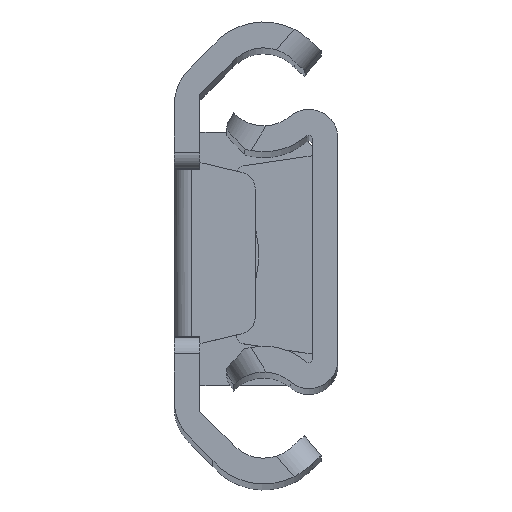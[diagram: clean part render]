
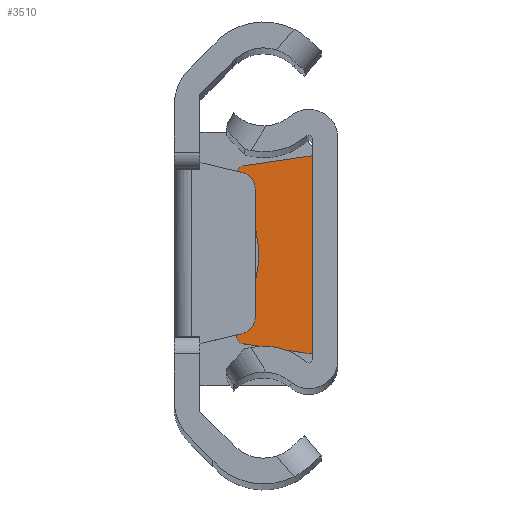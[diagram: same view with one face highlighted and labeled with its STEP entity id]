
A CAD part, top view. The second image highlights one B-rep face of the part: STEP entity #3510.
In plain terms, the highlighted planar face has unit normal (0, 0, 1).
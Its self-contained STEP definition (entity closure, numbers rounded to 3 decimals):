
#7 = LINE ( 'NONE', #1453, #1467 ) ;
#65 = DIRECTION ( 'NONE',  ( 0., 0., -1. ) ) ;
#117 = ORIENTED_EDGE ( 'NONE', *, *, #2621, .F. ) ;
#142 = VERTEX_POINT ( 'NONE', #1323 ) ;
#202 = EDGE_CURVE ( 'NONE', #3663, #2705, #1645, .T. ) ;
#243 = EDGE_CURVE ( 'NONE', #2705, #4489, #844, .T. ) ;
#349 = VECTOR ( 'NONE', #2834, 1000. ) ;
#382 = CARTESIAN_POINT ( 'NONE',  ( -1.5, 5.746, -195.5 ) ) ;
#452 = CARTESIAN_POINT ( 'NONE',  ( -5.4, 4.668, -195.5 ) ) ;
#590 = DIRECTION ( 'NONE',  ( 0., 0., 1. ) ) ;
#600 = CARTESIAN_POINT ( 'NONE',  ( -5.4, 4.302, -195.5 ) ) ;
#603 = CARTESIAN_POINT ( 'NONE',  ( -5.4, 4.668, -195.5 ) ) ;
#627 = LINE ( 'NONE', #2758, #3706 ) ;
#712 = CIRCLE ( 'NONE', #1679, 0.5 ) ;
#762 = ORIENTED_EDGE ( 'NONE', *, *, #2228, .F. ) ;
#775 = PLANE ( 'NONE',  #2523 ) ;
#801 = DIRECTION ( 'NONE',  ( -1., 0., 0. ) ) ;
#814 = CARTESIAN_POINT ( 'NONE',  ( -5.9, 4.668, -195.5 ) ) ;
#844 = CIRCLE ( 'NONE', #1897, 0.5 ) ;
#933 = CARTESIAN_POINT ( 'NONE',  ( -11.867, 0., -195.5 ) ) ;
#939 = EDGE_CURVE ( 'NONE', #142, #3326, #712, .T. ) ;
#963 = CARTESIAN_POINT ( 'NONE',  ( -5.9, 4.302, -195.5 ) ) ;
#1045 = ORIENTED_EDGE ( 'NONE', *, *, #1678, .F. ) ;
#1100 = DIRECTION ( 'NONE',  ( 0., 0., -1. ) ) ;
#1217 = DIRECTION ( 'NONE',  ( 0., 1., 0. ) ) ;
#1247 = ORIENTED_EDGE ( 'NONE', *, *, #202, .F. ) ;
#1323 = CARTESIAN_POINT ( 'NONE',  ( -5.473, -5.163, -195.5 ) ) ;
#1366 = DIRECTION ( 'NONE',  ( 0., 1., 0. ) ) ;
#1371 = DIRECTION ( 'NONE',  ( -0.989, 0.145, 0. ) ) ;
#1416 = VERTEX_POINT ( 'NONE', #382 ) ;
#1430 = CARTESIAN_POINT ( 'NONE',  ( -5.9, -4.668, -195.5 ) ) ;
#1453 = CARTESIAN_POINT ( 'NONE',  ( -1.5, 5.746, -195.5 ) ) ;
#1467 = VECTOR ( 'NONE', #4306, 1000. ) ;
#1487 = CARTESIAN_POINT ( 'NONE',  ( -5.816, 4.025, -195.5 ) ) ;
#1546 = CARTESIAN_POINT ( 'NONE',  ( -5.4, -4.668, -195.5 ) ) ;
#1624 = CARTESIAN_POINT ( 'NONE',  ( -5.9, 4.668, -195.5 ) ) ;
#1634 = DIRECTION ( 'NONE',  ( -1., 0., 0. ) ) ;
#1645 = LINE ( 'NONE', #1624, #3167 ) ;
#1667 = DIRECTION ( 'NONE',  ( -1., 0., 0. ) ) ;
#1678 = EDGE_CURVE ( 'NONE', #1908, #3663, #3327, .T. ) ;
#1679 = AXIS2_PLACEMENT_3D ( 'NONE', #1546, #1896, #801 ) ;
#1695 = EDGE_CURVE ( 'NONE', #3326, #3322, #4427, .T. ) ;
#1896 = DIRECTION ( 'NONE',  ( 0., 0., -1. ) ) ;
#1897 = AXIS2_PLACEMENT_3D ( 'NONE', #603, #65, #4267 ) ;
#1908 = VERTEX_POINT ( 'NONE', #1487 ) ;
#1987 = DIRECTION ( 'NONE',  ( 0., 0., -1. ) ) ;
#2190 = EDGE_LOOP ( 'NONE', ( #762, #4608, #1247, #1045, #117, #2554, #4311, #2895, #2886, #2577 ) ) ;
#2227 = DIRECTION ( 'NONE',  ( -1., 0., 0. ) ) ;
#2228 = EDGE_CURVE ( 'NONE', #4489, #1416, #2764, .T. ) ;
#2249 = FACE_OUTER_BOUND ( 'NONE', #2190, .T. ) ;
#2259 = CARTESIAN_POINT ( 'NONE',  ( -5.473, 5.163, -195.5 ) ) ;
#2283 = DIRECTION ( 'NONE',  ( 0., 0., -1. ) ) ;
#2364 = DIRECTION ( 'NONE',  ( -1., 0., 0. ) ) ;
#2410 = AXIS2_PLACEMENT_3D ( 'NONE', #3440, #1987, #1634 ) ;
#2427 = EDGE_CURVE ( 'NONE', #1416, #3946, #7, .T. ) ;
#2523 = AXIS2_PLACEMENT_3D ( 'NONE', #452, #1100, #2227 ) ;
#2554 = ORIENTED_EDGE ( 'NONE', *, *, #3621, .F. ) ;
#2577 = ORIENTED_EDGE ( 'NONE', *, *, #2427, .F. ) ;
#2621 = EDGE_CURVE ( 'NONE', #4389, #1908, #3479, .T. ) ;
#2705 = VERTEX_POINT ( 'NONE', #814 ) ;
#2758 = CARTESIAN_POINT ( 'NONE',  ( -5.473, -5.163, -195.5 ) ) ;
#2764 = LINE ( 'NONE', #4611, #349 ) ;
#2811 = AXIS2_PLACEMENT_3D ( 'NONE', #933, #590, #2364 ) ;
#2834 = DIRECTION ( 'NONE',  ( 0.989, 0.145, 0. ) ) ;
#2836 = EDGE_CURVE ( 'NONE', #3946, #142, #627, .T. ) ;
#2886 = ORIENTED_EDGE ( 'NONE', *, *, #2836, .F. ) ;
#2895 = ORIENTED_EDGE ( 'NONE', *, *, #939, .F. ) ;
#3167 = VECTOR ( 'NONE', #1366, 1000. ) ;
#3322 = VERTEX_POINT ( 'NONE', #4586 ) ;
#3326 = VERTEX_POINT ( 'NONE', #1430 ) ;
#3327 = CIRCLE ( 'NONE', #4147, 0.5 ) ;
#3410 = CARTESIAN_POINT ( 'NONE',  ( -1.5, -5.746, -195.5 ) ) ;
#3440 = CARTESIAN_POINT ( 'NONE',  ( -5.4, -4.302, -195.5 ) ) ;
#3447 = CARTESIAN_POINT ( 'NONE',  ( -5.9, -4.302, -195.5 ) ) ;
#3479 = CIRCLE ( 'NONE', #2811, 7.267 ) ;
#3510 = ADVANCED_FACE ( 'NONE', ( #2249 ), #775, .F. ) ;
#3621 = EDGE_CURVE ( 'NONE', #3322, #4389, #4500, .T. ) ;
#3663 = VERTEX_POINT ( 'NONE', #963 ) ;
#3706 = VECTOR ( 'NONE', #1371, 1000. ) ;
#3946 = VERTEX_POINT ( 'NONE', #3410 ) ;
#4147 = AXIS2_PLACEMENT_3D ( 'NONE', #600, #2283, #1667 ) ;
#4267 = DIRECTION ( 'NONE',  ( -1., 0., 0. ) ) ;
#4306 = DIRECTION ( 'NONE',  ( 0., -1., 0. ) ) ;
#4311 = ORIENTED_EDGE ( 'NONE', *, *, #1695, .F. ) ;
#4389 = VERTEX_POINT ( 'NONE', #4478 ) ;
#4427 = LINE ( 'NONE', #3447, #4524 ) ;
#4478 = CARTESIAN_POINT ( 'NONE',  ( -5.816, -4.025, -195.5 ) ) ;
#4489 = VERTEX_POINT ( 'NONE', #2259 ) ;
#4500 = CIRCLE ( 'NONE', #2410, 0.5 ) ;
#4524 = VECTOR ( 'NONE', #1217, 1000. ) ;
#4586 = CARTESIAN_POINT ( 'NONE',  ( -5.9, -4.302, -195.5 ) ) ;
#4608 = ORIENTED_EDGE ( 'NONE', *, *, #243, .F. ) ;
#4611 = CARTESIAN_POINT ( 'NONE',  ( -1.5, 5.746, -195.5 ) ) ;
